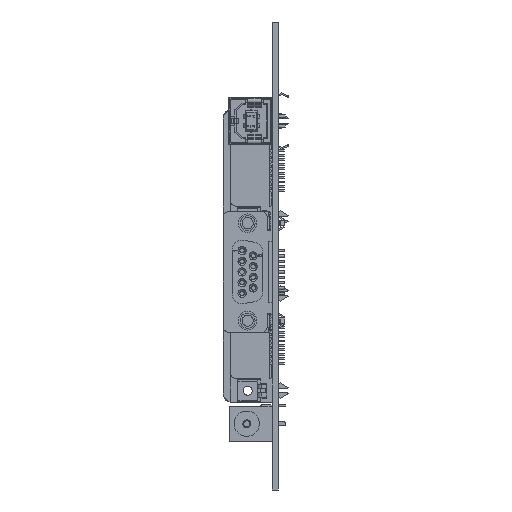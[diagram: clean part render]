
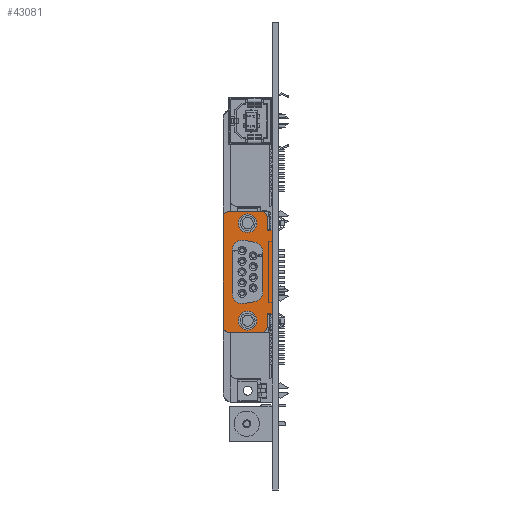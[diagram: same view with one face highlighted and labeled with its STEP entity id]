
A CAD part, left-side view. The second image highlights one B-rep face of the part: STEP entity #43081.
In plain terms, the highlighted planar face has unit normal (-1, 0, 0).
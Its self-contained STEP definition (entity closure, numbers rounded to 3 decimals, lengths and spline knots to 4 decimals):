
#1018=LINE('',#61653,#6165);
#1125=LINE('',#61986,#6272);
#1141=LINE('',#62037,#6288);
#1142=LINE('',#62039,#6289);
#1143=LINE('',#62043,#6290);
#1144=LINE('',#62047,#6291);
#1145=LINE('',#62052,#6292);
#1146=LINE('',#62054,#6293);
#1147=LINE('',#62055,#6294);
#1148=LINE('',#62056,#6295);
#1149=LINE('',#62059,#6296);
#1150=LINE('',#62063,#6297);
#1151=LINE('',#62067,#6298);
#1152=LINE('',#62071,#6299);
#6165=VECTOR('',#49179,0.839);
#6272=VECTOR('',#49504,0.3222);
#6288=VECTOR('',#49546,0.145);
#6289=VECTOR('',#49547,0.0044);
#6290=VECTOR('',#49550,0.3222);
#6291=VECTOR('',#49553,1.096);
#6292=VECTOR('',#49558,0.0044);
#6293=VECTOR('',#49559,0.145);
#6294=VECTOR('',#49560,0.0456);
#6295=VECTOR('',#49561,0.0456);
#6296=VECTOR('',#49562,0.4408);
#6297=VECTOR('',#49565,0.1105);
#6298=VECTOR('',#49568,0.4024);
#6299=VECTOR('',#49571,0.1105);
#10689=PLANE('',#45417);
#14597=FACE_BOUND('',#17482,.T.);
#14598=FACE_BOUND('',#17483,.T.);
#14599=FACE_BOUND('',#17484,.T.);
#15109=FACE_OUTER_BOUND('',#17481,.T.);
#17481=EDGE_LOOP('',(#32160,#32161,#32162,#32163,#32164,#32165,#32166,#32167,
#32168,#32169,#32170,#32171,#32172,#32173));
#17482=EDGE_LOOP('',(#32174,#32175,#32176,#32177,#32178,#32179,#32180,#32181));
#17483=EDGE_LOOP('',(#32182));
#17484=EDGE_LOOP('',(#32183));
#19841=CIRCLE('',#45416,0.094);
#19842=CIRCLE('',#45418,0.062);
#19843=CIRCLE('',#45419,0.062);
#19844=CIRCLE('',#45420,0.062);
#19845=CIRCLE('',#45421,0.062);
#19846=CIRCLE('',#45422,0.1);
#19847=CIRCLE('',#45423,0.1);
#19848=CIRCLE('',#45424,0.1);
#19849=CIRCLE('',#45425,0.1);
#19850=CIRCLE('',#45426,0.094);
#21222=VERTEX_POINT('',#61650);
#21223=VERTEX_POINT('',#61652);
#21339=VERTEX_POINT('',#61983);
#21340=VERTEX_POINT('',#61985);
#21360=VERTEX_POINT('',#62032);
#21361=VERTEX_POINT('',#62035);
#21362=VERTEX_POINT('',#62036);
#21363=VERTEX_POINT('',#62038);
#21364=VERTEX_POINT('',#62040);
#21365=VERTEX_POINT('',#62042);
#21366=VERTEX_POINT('',#62044);
#21367=VERTEX_POINT('',#62046);
#21368=VERTEX_POINT('',#62049);
#21369=VERTEX_POINT('',#62051);
#21370=VERTEX_POINT('',#62053);
#21371=VERTEX_POINT('',#62057);
#21372=VERTEX_POINT('',#62058);
#21373=VERTEX_POINT('',#62060);
#21374=VERTEX_POINT('',#62062);
#21375=VERTEX_POINT('',#62064);
#21376=VERTEX_POINT('',#62066);
#21377=VERTEX_POINT('',#62068);
#21378=VERTEX_POINT('',#62070);
#21379=VERTEX_POINT('',#62073);
#25428=EDGE_CURVE('',#21223,#21222,#1018,.T.);
#25585=EDGE_CURVE('',#21340,#21339,#1125,.T.);
#25607=EDGE_CURVE('',#21360,#21360,#19841,.T.);
#25608=EDGE_CURVE('',#21361,#21362,#1141,.T.);
#25609=EDGE_CURVE('',#21363,#21361,#1142,.T.);
#25610=EDGE_CURVE('',#21363,#21364,#19842,.T.);
#25611=EDGE_CURVE('',#21365,#21364,#1143,.T.);
#25612=EDGE_CURVE('',#21365,#21366,#19843,.T.);
#25613=EDGE_CURVE('',#21367,#21366,#1144,.T.);
#25614=EDGE_CURVE('',#21367,#21340,#19844,.T.);
#25615=EDGE_CURVE('',#21339,#21368,#19845,.T.);
#25616=EDGE_CURVE('',#21369,#21368,#1145,.T.);
#25617=EDGE_CURVE('',#21370,#21369,#1146,.T.);
#25618=EDGE_CURVE('',#21223,#21370,#1147,.T.);
#25619=EDGE_CURVE('',#21222,#21362,#1148,.T.);
#25620=EDGE_CURVE('',#21371,#21372,#1149,.T.);
#25621=EDGE_CURVE('',#21373,#21371,#19846,.T.);
#25622=EDGE_CURVE('',#21374,#21373,#1150,.T.);
#25623=EDGE_CURVE('',#21375,#21374,#19847,.T.);
#25624=EDGE_CURVE('',#21376,#21375,#1151,.T.);
#25625=EDGE_CURVE('',#21377,#21376,#19848,.T.);
#25626=EDGE_CURVE('',#21378,#21377,#1152,.T.);
#25627=EDGE_CURVE('',#21372,#21378,#19849,.T.);
#25628=EDGE_CURVE('',#21379,#21379,#19850,.T.);
#32160=ORIENTED_EDGE('',*,*,#25608,.F.);
#32161=ORIENTED_EDGE('',*,*,#25609,.F.);
#32162=ORIENTED_EDGE('',*,*,#25610,.T.);
#32163=ORIENTED_EDGE('',*,*,#25611,.F.);
#32164=ORIENTED_EDGE('',*,*,#25612,.T.);
#32165=ORIENTED_EDGE('',*,*,#25613,.F.);
#32166=ORIENTED_EDGE('',*,*,#25614,.T.);
#32167=ORIENTED_EDGE('',*,*,#25585,.T.);
#32168=ORIENTED_EDGE('',*,*,#25615,.T.);
#32169=ORIENTED_EDGE('',*,*,#25616,.F.);
#32170=ORIENTED_EDGE('',*,*,#25617,.F.);
#32171=ORIENTED_EDGE('',*,*,#25618,.F.);
#32172=ORIENTED_EDGE('',*,*,#25428,.T.);
#32173=ORIENTED_EDGE('',*,*,#25619,.T.);
#32174=ORIENTED_EDGE('',*,*,#25620,.F.);
#32175=ORIENTED_EDGE('',*,*,#25621,.F.);
#32176=ORIENTED_EDGE('',*,*,#25622,.F.);
#32177=ORIENTED_EDGE('',*,*,#25623,.F.);
#32178=ORIENTED_EDGE('',*,*,#25624,.F.);
#32179=ORIENTED_EDGE('',*,*,#25625,.F.);
#32180=ORIENTED_EDGE('',*,*,#25626,.F.);
#32181=ORIENTED_EDGE('',*,*,#25627,.F.);
#32182=ORIENTED_EDGE('',*,*,#25628,.F.);
#32183=ORIENTED_EDGE('',*,*,#25607,.F.);
#43081=ADVANCED_FACE('',(#15109,#14597,#14598,#14599),#10689,.T.);
#45416=AXIS2_PLACEMENT_3D('',#62033,#49542,#49543);
#45417=AXIS2_PLACEMENT_3D('',#62034,#49544,#49545);
#45418=AXIS2_PLACEMENT_3D('',#62041,#49548,#49549);
#45419=AXIS2_PLACEMENT_3D('',#62045,#49551,#49552);
#45420=AXIS2_PLACEMENT_3D('',#62048,#49554,#49555);
#45421=AXIS2_PLACEMENT_3D('',#62050,#49556,#49557);
#45422=AXIS2_PLACEMENT_3D('',#62061,#49563,#49564);
#45423=AXIS2_PLACEMENT_3D('',#62065,#49566,#49567);
#45424=AXIS2_PLACEMENT_3D('',#62069,#49569,#49570);
#45425=AXIS2_PLACEMENT_3D('',#62072,#49572,#49573);
#45426=AXIS2_PLACEMENT_3D('',#62074,#49574,#49575);
#49179=DIRECTION('',(0.,0.,1.));
#49504=DIRECTION('',(0.,-1.,0.));
#49542=DIRECTION('center_axis',(-1.,0.,0.));
#49543=DIRECTION('ref_axis',(0.,0.,-1.));
#49544=DIRECTION('center_axis',(-1.,0.,0.));
#49545=DIRECTION('ref_axis',(0.,0.,1.));
#49546=DIRECTION('',(0.,0.,-1.));
#49547=DIRECTION('',(0.,-1.,0.));
#49548=DIRECTION('center_axis',(-1.,0.,0.));
#49549=DIRECTION('ref_axis',(0.,-0.964,0.266));
#49550=DIRECTION('',(0.,-1.,0.));
#49551=DIRECTION('center_axis',(-1.,0.,0.));
#49552=DIRECTION('ref_axis',(0.,0.,1.));
#49553=DIRECTION('',(0.,0.,1.));
#49554=DIRECTION('center_axis',(-1.,0.,0.));
#49555=DIRECTION('ref_axis',(0.,1.,0.));
#49556=DIRECTION('center_axis',(-1.,0.,0.));
#49557=DIRECTION('ref_axis',(0.,0.,-1.));
#49558=DIRECTION('',(0.,1.,0.));
#49559=DIRECTION('',(0.,0.,-1.));
#49560=DIRECTION('',(0.,1.,0.));
#49561=DIRECTION('',(0.,1.,0.));
#49562=DIRECTION('',(0.,0.,-1.));
#49563=DIRECTION('center_axis',(-1.,0.,0.));
#49564=DIRECTION('ref_axis',(0.,-0.174,0.985));
#49565=DIRECTION('',(0.,0.985,0.174));
#49566=DIRECTION('center_axis',(-1.,0.,0.));
#49567=DIRECTION('ref_axis',(0.,-1.,0.));
#49568=DIRECTION('',(0.,0.,1.));
#49569=DIRECTION('center_axis',(-1.,0.,0.));
#49570=DIRECTION('ref_axis',(0.,-0.174,-0.985));
#49571=DIRECTION('',(0.,-0.985,0.174));
#49572=DIRECTION('center_axis',(-1.,0.,0.));
#49573=DIRECTION('ref_axis',(0.,1.,0.));
#49574=DIRECTION('center_axis',(-1.,0.,0.));
#49575=DIRECTION('ref_axis',(0.,0.,-1.));
#61650=CARTESIAN_POINT('',(-0.041,0.062,-2.1035));
#61652=CARTESIAN_POINT('',(-0.041,0.062,-2.9425));
#61653=CARTESIAN_POINT('',(-0.041,0.062,-2.9425));
#61983=CARTESIAN_POINT('',(-0.041,0.1718,-3.133));
#61985=CARTESIAN_POINT('',(-0.041,0.494,-3.133));
#61986=CARTESIAN_POINT('',(-0.041,0.494,-3.133));
#62032=CARTESIAN_POINT('',(-0.041,0.309,-2.921));
#62033=CARTESIAN_POINT('Origin',(-0.041,0.309,-3.015));
#62034=CARTESIAN_POINT('Origin',(-0.041,0.556,-3.133));
#62035=CARTESIAN_POINT('',(-0.041,0.1076,-1.9585));
#62036=CARTESIAN_POINT('',(-0.041,0.1076,-2.1035));
#62037=CARTESIAN_POINT('',(-0.041,0.1076,-1.9585));
#62038=CARTESIAN_POINT('',(-0.041,0.112,-1.9585));
#62039=CARTESIAN_POINT('',(-0.041,0.112,-1.9585));
#62040=CARTESIAN_POINT('',(-0.041,0.1718,-1.913));
#62041=CARTESIAN_POINT('Origin',(-0.041,0.1718,-1.975));
#62042=CARTESIAN_POINT('',(-0.041,0.494,-1.913));
#62043=CARTESIAN_POINT('',(-0.041,0.494,-1.913));
#62044=CARTESIAN_POINT('',(-0.041,0.556,-1.975));
#62045=CARTESIAN_POINT('Origin',(-0.041,0.494,-1.975));
#62046=CARTESIAN_POINT('',(-0.041,0.556,-3.071));
#62047=CARTESIAN_POINT('',(-0.041,0.556,-3.071));
#62048=CARTESIAN_POINT('Origin',(-0.041,0.494,-3.071));
#62049=CARTESIAN_POINT('',(-0.041,0.112,-3.0875));
#62050=CARTESIAN_POINT('Origin',(-0.041,0.1718,-3.071));
#62051=CARTESIAN_POINT('',(-0.041,0.1076,-3.0875));
#62052=CARTESIAN_POINT('',(-0.041,0.1076,-3.0875));
#62053=CARTESIAN_POINT('',(-0.041,0.1076,-2.9425));
#62054=CARTESIAN_POINT('',(-0.041,0.1076,-2.9425));
#62055=CARTESIAN_POINT('',(-0.041,0.062,-2.9425));
#62056=CARTESIAN_POINT('',(-0.041,0.062,-2.1035));
#62057=CARTESIAN_POINT('',(-0.041,0.4634,-2.3026));
#62058=CARTESIAN_POINT('',(-0.041,0.4634,-2.7434));
#62059=CARTESIAN_POINT('',(-0.041,0.4634,-2.3026));
#62060=CARTESIAN_POINT('',(-0.041,0.346,-2.2041));
#62061=CARTESIAN_POINT('Origin',(-0.041,0.3634,-2.3026));
#62062=CARTESIAN_POINT('',(-0.041,0.2372,-2.2233));
#62063=CARTESIAN_POINT('',(-0.041,0.2372,-2.2233));
#62064=CARTESIAN_POINT('',(-0.041,0.1546,-2.3218));
#62065=CARTESIAN_POINT('Origin',(-0.041,0.2546,-2.3218));
#62066=CARTESIAN_POINT('',(-0.041,0.1546,-2.7242));
#62067=CARTESIAN_POINT('',(-0.041,0.1546,-2.7242));
#62068=CARTESIAN_POINT('',(-0.041,0.2372,-2.8227));
#62069=CARTESIAN_POINT('Origin',(-0.041,0.2546,-2.7242));
#62070=CARTESIAN_POINT('',(-0.041,0.346,-2.8419));
#62071=CARTESIAN_POINT('',(-0.041,0.346,-2.8419));
#62072=CARTESIAN_POINT('Origin',(-0.041,0.3634,-2.7434));
#62073=CARTESIAN_POINT('',(-0.041,0.309,-1.937));
#62074=CARTESIAN_POINT('Origin',(-0.041,0.309,-2.031));
